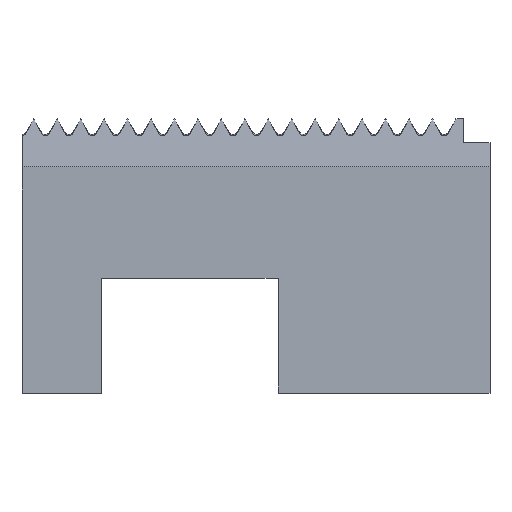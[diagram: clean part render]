
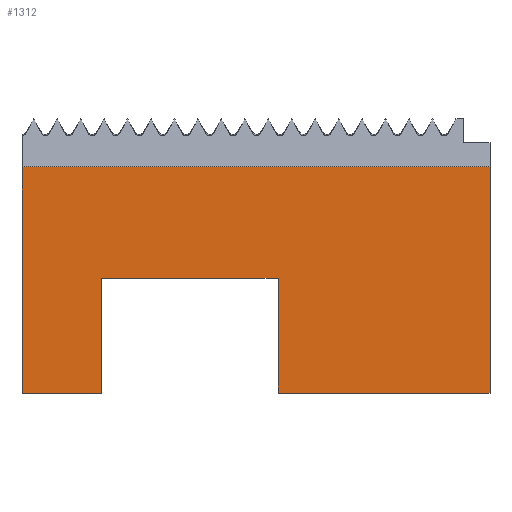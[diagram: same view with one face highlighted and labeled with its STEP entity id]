
A CAD part, top view. The second image highlights one B-rep face of the part: STEP entity #1312.
In plain terms, the highlighted planar face has unit normal (0, 0, 1).
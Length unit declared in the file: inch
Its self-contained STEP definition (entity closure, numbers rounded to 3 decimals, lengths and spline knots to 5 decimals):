
#9 = CARTESIAN_POINT ( 'NONE',  ( 0.281, 0.406, 0.06 ) ) ;
#73 = DIRECTION ( 'NONE',  ( -1., 0., 0. ) ) ;
#160 = VECTOR ( 'NONE', #1445, 39.37008 ) ;
#171 = CARTESIAN_POINT ( 'NONE',  ( 1.656, 0., 0.06 ) ) ;
#199 = CARTESIAN_POINT ( 'NONE',  ( 0.906, 0.406, 0.06 ) ) ;
#201 = AXIS2_PLACEMENT_3D ( 'NONE', #226, #2374, #1079 ) ;
#226 = CARTESIAN_POINT ( 'NONE',  ( 0., 0.97, 0.06 ) ) ;
#238 = VERTEX_POINT ( 'NONE', #2343 ) ;
#295 = ORIENTED_EDGE ( 'NONE', *, *, #2197, .F. ) ;
#302 = LINE ( 'NONE', #2297, #2201 ) ;
#335 = VECTOR ( 'NONE', #2008, 39.37008 ) ;
#359 = VERTEX_POINT ( 'NONE', #9 ) ;
#360 = DIRECTION ( 'NONE',  ( 1., 0., 0. ) ) ;
#368 = DIRECTION ( 'NONE',  ( 0., -1., 0. ) ) ;
#409 = CARTESIAN_POINT ( 'NONE',  ( 0., 0.79986, 0.06 ) ) ;
#430 = VERTEX_POINT ( 'NONE', #941 ) ;
#508 = CARTESIAN_POINT ( 'NONE',  ( 0.281, 0., 0.06 ) ) ;
#561 = ORIENTED_EDGE ( 'NONE', *, *, #1746, .F. ) ;
#756 = DIRECTION ( 'NONE',  ( 0., -1., 0. ) ) ;
#788 = CARTESIAN_POINT ( 'NONE',  ( 1.656, 0., 0.06 ) ) ;
#800 = LINE ( 'NONE', #788, #160 ) ;
#859 = VERTEX_POINT ( 'NONE', #508 ) ;
#886 = FACE_OUTER_BOUND ( 'NONE', #1975, .T. ) ;
#941 = CARTESIAN_POINT ( 'NONE',  ( 1.656, 0.79986, 0.06 ) ) ;
#1018 = CARTESIAN_POINT ( 'NONE',  ( 0.906, 0., 0.06 ) ) ;
#1023 = CARTESIAN_POINT ( 'NONE',  ( 0., 0., 0.06 ) ) ;
#1031 = DIRECTION ( 'NONE',  ( 0., 1., 0. ) ) ;
#1073 = EDGE_CURVE ( 'NONE', #2102, #859, #1787, .T. ) ;
#1079 = DIRECTION ( 'NONE',  ( -1., 0., 0. ) ) ;
#1189 = VECTOR ( 'NONE', #756, 39.37008 ) ;
#1227 = VERTEX_POINT ( 'NONE', #199 ) ;
#1312 = ADVANCED_FACE ( 'NONE', ( #886 ), #1512, .F. ) ;
#1323 = CARTESIAN_POINT ( 'NONE',  ( 0., 0., 0.06 ) ) ;
#1345 = EDGE_CURVE ( 'NONE', #238, #1544, #1942, .T. ) ;
#1445 = DIRECTION ( 'NONE',  ( 0., 1., 0. ) ) ;
#1451 = CARTESIAN_POINT ( 'NONE',  ( 0., 0., 0.06 ) ) ;
#1485 = ORIENTED_EDGE ( 'NONE', *, *, #2515, .T. ) ;
#1512 = PLANE ( 'NONE',  #201 ) ;
#1544 = VERTEX_POINT ( 'NONE', #171 ) ;
#1631 = CARTESIAN_POINT ( 'NONE',  ( 0.281, 0., 0.06 ) ) ;
#1706 = VECTOR ( 'NONE', #368, 39.37008 ) ;
#1715 = LINE ( 'NONE', #1018, #2578 ) ;
#1746 = EDGE_CURVE ( 'NONE', #1227, #359, #302, .T. ) ;
#1787 = LINE ( 'NONE', #1023, #2472 ) ;
#1860 = EDGE_CURVE ( 'NONE', #1870, #430, #2105, .T. ) ;
#1870 = VERTEX_POINT ( 'NONE', #409 ) ;
#1893 = DIRECTION ( 'NONE',  ( 1., 0., 0. ) ) ;
#1942 = LINE ( 'NONE', #2034, #335 ) ;
#1955 = ORIENTED_EDGE ( 'NONE', *, *, #1073, .T. ) ;
#1975 = EDGE_LOOP ( 'NONE', ( #1955, #295, #561, #2724, #2451, #2632, #2392, #1485 ) ) ;
#2008 = DIRECTION ( 'NONE',  ( 1., 0., 0. ) ) ;
#2034 = CARTESIAN_POINT ( 'NONE',  ( 0., 0., 0.06 ) ) ;
#2059 = VECTOR ( 'NONE', #1893, 39.37008 ) ;
#2102 = VERTEX_POINT ( 'NONE', #1323 ) ;
#2105 = LINE ( 'NONE', #2312, #2059 ) ;
#2197 = EDGE_CURVE ( 'NONE', #359, #859, #2727, .T. ) ;
#2201 = VECTOR ( 'NONE', #73, 39.37008 ) ;
#2245 = EDGE_CURVE ( 'NONE', #1544, #430, #800, .T. ) ;
#2297 = CARTESIAN_POINT ( 'NONE',  ( 0.281, 0.406, 0.06 ) ) ;
#2312 = CARTESIAN_POINT ( 'NONE',  ( 0., 0.79986, 0.06 ) ) ;
#2343 = CARTESIAN_POINT ( 'NONE',  ( 0.906, 0., 0.06 ) ) ;
#2374 = DIRECTION ( 'NONE',  ( 0., 0., -1. ) ) ;
#2392 = ORIENTED_EDGE ( 'NONE', *, *, #1860, .F. ) ;
#2427 = EDGE_CURVE ( 'NONE', #238, #1227, #1715, .T. ) ;
#2451 = ORIENTED_EDGE ( 'NONE', *, *, #1345, .T. ) ;
#2472 = VECTOR ( 'NONE', #360, 39.37008 ) ;
#2515 = EDGE_CURVE ( 'NONE', #1870, #2102, #2581, .T. ) ;
#2578 = VECTOR ( 'NONE', #1031, 39.37008 ) ;
#2581 = LINE ( 'NONE', #1451, #1706 ) ;
#2632 = ORIENTED_EDGE ( 'NONE', *, *, #2245, .T. ) ;
#2724 = ORIENTED_EDGE ( 'NONE', *, *, #2427, .F. ) ;
#2727 = LINE ( 'NONE', #1631, #1189 ) ;
